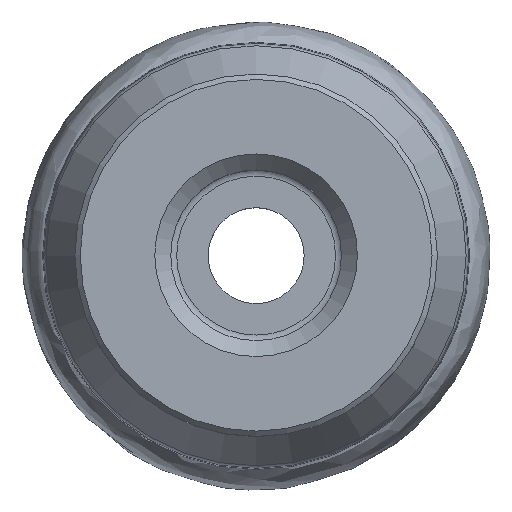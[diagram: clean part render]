
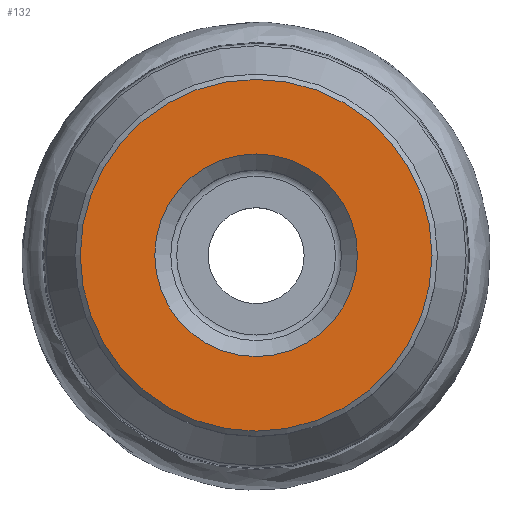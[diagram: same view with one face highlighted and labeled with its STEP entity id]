
A CAD part, top view. The second image highlights one B-rep face of the part: STEP entity #132.
In plain terms, the highlighted planar face has unit normal (0, 0, 1).
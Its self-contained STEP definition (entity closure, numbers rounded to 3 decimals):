
#132=ADVANCED_FACE('TB_SU_1',(#174,#175),#169,.F.);
#169=PLANE('',#599);
#174=FACE_BOUND('',#247,.T.);
#175=FACE_BOUND('',#248,.T.);
#247=EDGE_LOOP('',(#319));
#248=EDGE_LOOP('',(#320));
#319=ORIENTED_EDGE('',*,*,#428,.F.);
#320=ORIENTED_EDGE('',*,*,#429,.T.);
#391=VERTEX_POINT('',#861);
#392=VERTEX_POINT('',#863);
#428=EDGE_CURVE('',#391,#391,#464,.T.);
#429=EDGE_CURVE('',#392,#392,#465,.T.);
#464=CIRCLE('',#597,9.505);
#465=CIRCLE('',#598,16.5);
#597=AXIS2_PLACEMENT_3D('',#860,#691,#692);
#598=AXIS2_PLACEMENT_3D('',#862,#693,#694);
#599=AXIS2_PLACEMENT_3D('',#864,#695,#696);
#691=DIRECTION('',(0.,0.,1.));
#692=DIRECTION('',(1.,0.,0.));
#693=DIRECTION('',(0.,0.,1.));
#694=DIRECTION('',(1.,0.,0.));
#695=DIRECTION('',(0.,0.,-1.));
#696=DIRECTION('',(-1.,0.,0.));
#860=CARTESIAN_POINT('',(0.,0.,0.));
#861=CARTESIAN_POINT('',(9.505,0.,0.));
#862=CARTESIAN_POINT('',(0.,0.,0.));
#863=CARTESIAN_POINT('',(16.5,0.,0.));
#864=CARTESIAN_POINT('',(-17.,0.,0.));
